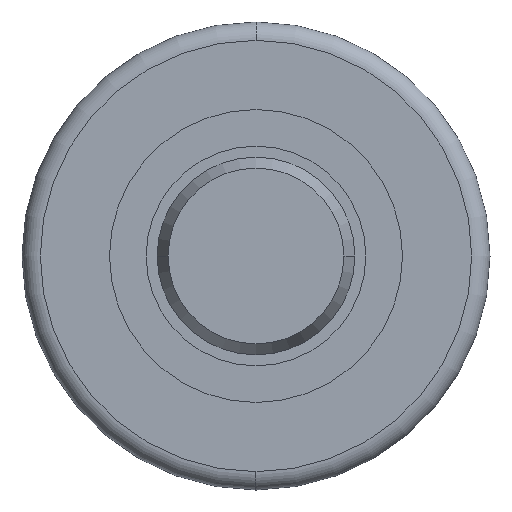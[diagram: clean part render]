
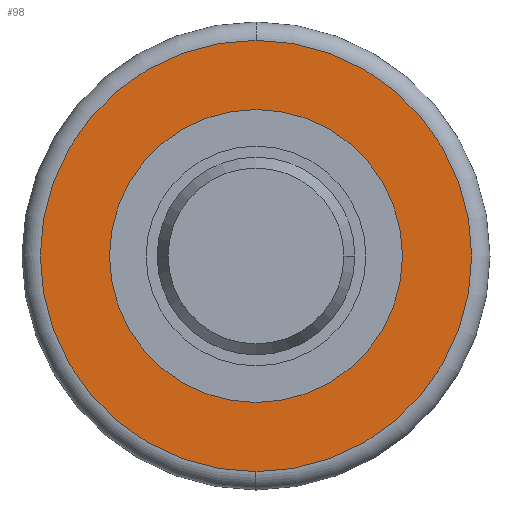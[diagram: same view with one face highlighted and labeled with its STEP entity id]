
A CAD part, left-side view. The second image highlights one B-rep face of the part: STEP entity #98.
In plain terms, the highlighted planar face has unit normal (-1, 0, 0).
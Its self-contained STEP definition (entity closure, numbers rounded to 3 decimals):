
#98=ADVANCED_FACE('',(#157,#158),#159,.T.);
#157=FACE_OUTER_BOUND('',#231,.T.);
#158=FACE_BOUND('',#232,.T.);
#159=PLANE('',#233);
#231=EDGE_LOOP('',(#437,#438,#439));
#232=EDGE_LOOP('',(#440,#441));
#233=AXIS2_PLACEMENT_3D('',#442,#443,#444);
#437=ORIENTED_EDGE('',*,*,#548,.T.);
#438=ORIENTED_EDGE('',*,*,#605,.T.);
#439=ORIENTED_EDGE('',*,*,#549,.T.);
#440=ORIENTED_EDGE('',*,*,#535,.T.);
#441=ORIENTED_EDGE('',*,*,#606,.T.);
#442=CARTESIAN_POINT('',(14.0,29.45,0.));
#443=DIRECTION('',(-1.0,0.,0.));
#444=DIRECTION('',(0.,1.0,0.));
#535=EDGE_CURVE('',#617,#621,#623,.T.);
#548=EDGE_CURVE('',#649,#647,#650,.T.);
#549=EDGE_CURVE('',#641,#649,#651,.T.);
#605=EDGE_CURVE('',#647,#641,#744,.T.);
#606=EDGE_CURVE('',#621,#617,#745,.T.);
#617=VERTEX_POINT('',#756);
#621=VERTEX_POINT('',#761);
#623=CIRCLE('',#764,40.0);
#641=VERTEX_POINT('',#786);
#647=VERTEX_POINT('',#792);
#649=VERTEX_POINT('',#794);
#650=CIRCLE('',#795,58.9);
#651=CIRCLE('',#796,58.9);
#744=CIRCLE('',#1124,58.9);
#745=CIRCLE('',#1125,40.0);
#756=CARTESIAN_POINT('',(14.0,0.0,-40.0));
#761=CARTESIAN_POINT('',(14.0,0.,40.0));
#764=AXIS2_PLACEMENT_3D('',#1140,#1141,#1142);
#786=CARTESIAN_POINT('',(14.0,0.,58.9));
#792=CARTESIAN_POINT('',(14.0,0.,-58.9));
#794=CARTESIAN_POINT('',(14.0,58.9,0.));
#795=AXIS2_PLACEMENT_3D('',#1171,#1172,#1173);
#796=AXIS2_PLACEMENT_3D('',#1174,#1175,#1176);
#1124=AXIS2_PLACEMENT_3D('',#1264,#1265,#1266);
#1125=AXIS2_PLACEMENT_3D('',#1267,#1268,#1269);
#1140=CARTESIAN_POINT('',(14.0,0.0,0.0));
#1141=DIRECTION('',(1.0,0.0,0.0));
#1142=DIRECTION('',(0.0,0.0,-1.0));
#1171=CARTESIAN_POINT('',(14.0,0.0,0.));
#1172=DIRECTION('',(-1.0,0.0,0.));
#1173=DIRECTION('',(0.0,1.0,0.0));
#1174=CARTESIAN_POINT('',(14.0,0.0,0.));
#1175=DIRECTION('',(-1.0,0.0,0.));
#1176=DIRECTION('',(0.0,1.0,0.0));
#1264=CARTESIAN_POINT('',(14.0,0.0,0.));
#1265=DIRECTION('',(-1.0,0.0,0.));
#1266=DIRECTION('',(0.0,1.0,0.0));
#1267=CARTESIAN_POINT('',(14.0,0.0,0.0));
#1268=DIRECTION('',(1.0,0.0,0.0));
#1269=DIRECTION('',(0.0,0.0,-1.0));
